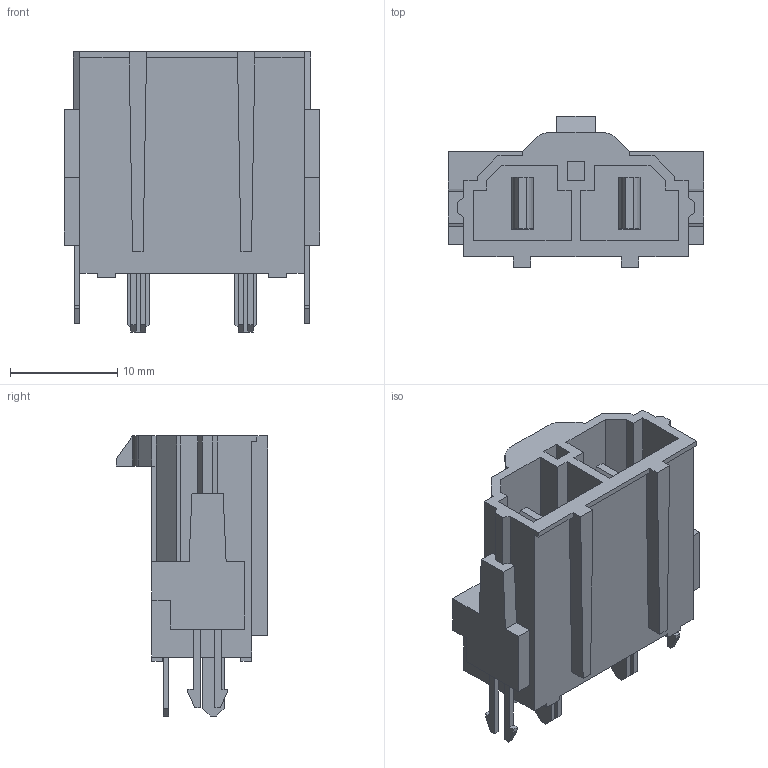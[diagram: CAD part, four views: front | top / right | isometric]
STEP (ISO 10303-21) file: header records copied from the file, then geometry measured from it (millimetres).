
FILE_DESCRIPTION((''),'2;1');
FILE_NAME('428192223','2016-03-18T',('me'),(''),'PRO/ENGINEER BY PARAMETRIC TECHNOLOGY CORPORATION, 2012310','PRO/ENGINEER BY PARAMETRIC TECHNOLOGY CORPORATION, 2012310','');
FILE_SCHEMA(('CONFIG_CONTROL_DESIGN'));
Length unit declared in the file: millimetre
Products named in the file (1): 428192223
Bounding box: 23.82 x 14.1 x 26.1 mm (x, y, z)
Volume: 2447.1 mm3; surface area: 3672.8 mm2
Topology: 1 solids, 1 shells, 219 faces, 609 edges, 404 vertices
Faces by surface type: plane 213, cylinder 6
Entity records: 6896 total; most frequent: CARTESIAN_POINT 1221, ORIENTED_EDGE 1194, DIRECTION 1073, EDGE_CURVE 597, VECTOR 585, LINE 585, VERTEX_POINT 392, AXIS2_PLACEMENT_3D 244
